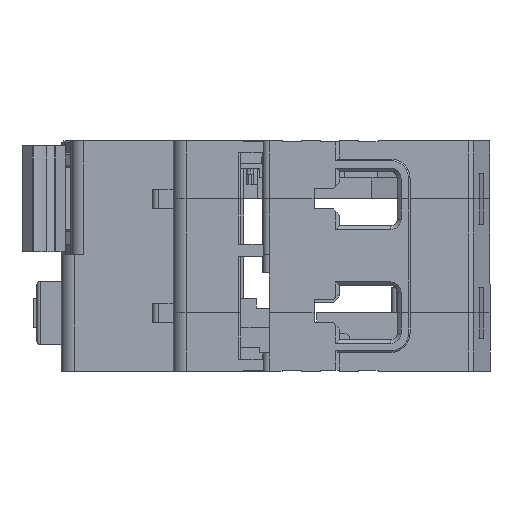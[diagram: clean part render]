
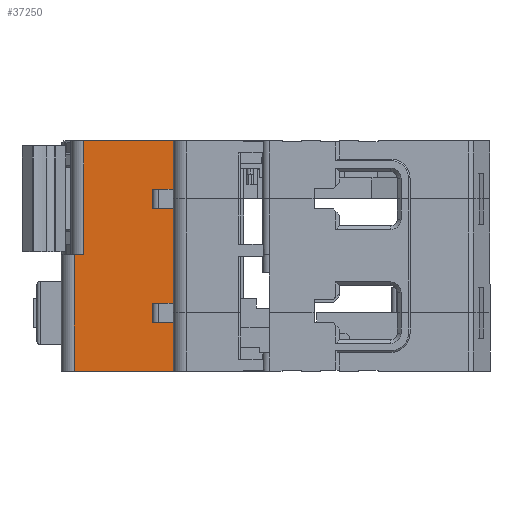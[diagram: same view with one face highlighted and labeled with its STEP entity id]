
A CAD part, left-side view. The second image highlights one B-rep face of the part: STEP entity #37250.
In plain terms, the highlighted planar face has unit normal (-1, 0, 0).
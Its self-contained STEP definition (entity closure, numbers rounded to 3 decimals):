
#9637 = CARTESIAN_POINT ( 'NONE',  ( -22.5, -1., 0.05 ) ) ;
#9681 = CARTESIAN_POINT ( 'NONE',  ( -22.5, 0.5, 0.05 ) ) ;
#9790 = DIRECTION ( 'NONE',  ( 0., 1., 0. ) ) ;
#9791 = VECTOR ( 'NONE', #9790, 1000. ) ;
#9792 = CARTESIAN_POINT ( 'NONE',  ( -22.5, -1., 0.05 ) ) ;
#9793 = LINE ( 'NONE', #9792, #9791 ) ;
#9816 = DIRECTION ( 'NONE',  ( 0., 0., -1. ) ) ;
#9817 = VECTOR ( 'NONE', #9816, 1000. ) ;
#9818 = CARTESIAN_POINT ( 'NONE',  ( -22.5, 0.5, -9. ) ) ;
#9819 = LINE ( 'NONE', #9818, #9817 ) ;
#9820 = CARTESIAN_POINT ( 'NONE',  ( -22.5, 0.5, -18.15 ) ) ;
#10800 = CARTESIAN_POINT ( 'NONE',  ( -22.5, -1., 17.85 ) ) ;
#10801 = DIRECTION ( 'NONE',  ( 0., 0., -1. ) ) ;
#10802 = VECTOR ( 'NONE', #10801, 1000. ) ;
#10803 = CARTESIAN_POINT ( 'NONE',  ( -22.5, -1., 1.65 ) ) ;
#10808 = LINE ( 'NONE', #10803, #10802 ) ;
#12933 = DIRECTION ( 'NONE',  ( 0., 0., 1. ) ) ;
#12934 = VECTOR ( 'NONE', #12933, 1000. ) ;
#12935 = CARTESIAN_POINT ( 'NONE',  ( -22.5, -15., -9. ) ) ;
#12936 = LINE ( 'NONE', #12935, #12934 ) ;
#12981 = DIRECTION ( 'NONE',  ( 0., 1., 0. ) ) ;
#12982 = VECTOR ( 'NONE', #12981, 1000. ) ;
#12983 = CARTESIAN_POINT ( 'NONE',  ( -22.5, 0.5, -18.15 ) ) ;
#12984 = LINE ( 'NONE', #12983, #12982 ) ;
#12985 = CARTESIAN_POINT ( 'NONE',  ( -22.5, -15., -18.15 ) ) ;
#12990 = DIRECTION ( 'NONE',  ( 0., -1., 0. ) ) ;
#12991 = VECTOR ( 'NONE', #12990, 1000. ) ;
#12992 = CARTESIAN_POINT ( 'NONE',  ( -22.5, -1., 17.85 ) ) ;
#12993 = LINE ( 'NONE', #12992, #12991 ) ;
#12994 = CARTESIAN_POINT ( 'NONE',  ( -22.5, -15., 17.85 ) ) ;
#13067 = DIRECTION ( 'NONE',  ( 0., 1., 0. ) ) ;
#13068 = DIRECTION ( 'NONE',  ( 1., 0., 0. ) ) ;
#13069 = CARTESIAN_POINT ( 'NONE',  ( -22.5, -1., -9. ) ) ;
#13070 = AXIS2_PLACEMENT_3D ( 'NONE', #13069, #13068, #13067 ) ;
#13071 = PLANE ( 'NONE',  #13070 ) ;
#13072 = FACE_OUTER_BOUND ( 'NONE', #37167, .T. ) ;
#35155 = VERTEX_POINT ( 'NONE', #9637 ) ;
#35167 = VERTEX_POINT ( 'NONE', #9681 ) ;
#35211 = EDGE_CURVE ( 'NONE', #35155, #35167, #9793, .T. ) ;
#35227 = VERTEX_POINT ( 'NONE', #9820 ) ;
#35229 = EDGE_CURVE ( 'NONE', #35167, #35227, #9819, .T. ) ;
#35820 = EDGE_CURVE ( 'NONE', #35821, #35155, #10808, .T. ) ;
#35821 = VERTEX_POINT ( 'NONE', #10800 ) ;
#37167 = EDGE_LOOP ( 'NONE', ( #37168, #37171, #37173, #37174, #37175, #37233 ) ) ;
#37168 = ORIENTED_EDGE ( 'NONE', *, *, #37169, .T. ) ;
#37169 = EDGE_CURVE ( 'NONE', #37183, #37170, #12936, .T. ) ;
#37170 = VERTEX_POINT ( 'NONE', #12994 ) ;
#37171 = ORIENTED_EDGE ( 'NONE', *, *, #37172, .F. ) ;
#37172 = EDGE_CURVE ( 'NONE', #35821, #37170, #12993, .T. ) ;
#37173 = ORIENTED_EDGE ( 'NONE', *, *, #35820, .T. ) ;
#37174 = ORIENTED_EDGE ( 'NONE', *, *, #35211, .T. ) ;
#37175 = ORIENTED_EDGE ( 'NONE', *, *, #35229, .T. ) ;
#37183 = VERTEX_POINT ( 'NONE', #12985 ) ;
#37185 = EDGE_CURVE ( 'NONE', #37183, #35227, #12984, .T. ) ;
#37233 = ORIENTED_EDGE ( 'NONE', *, *, #37185, .F. ) ;
#37250 = ADVANCED_FACE ( 'NONE', ( #13072 ), #13071, .F. ) ;
